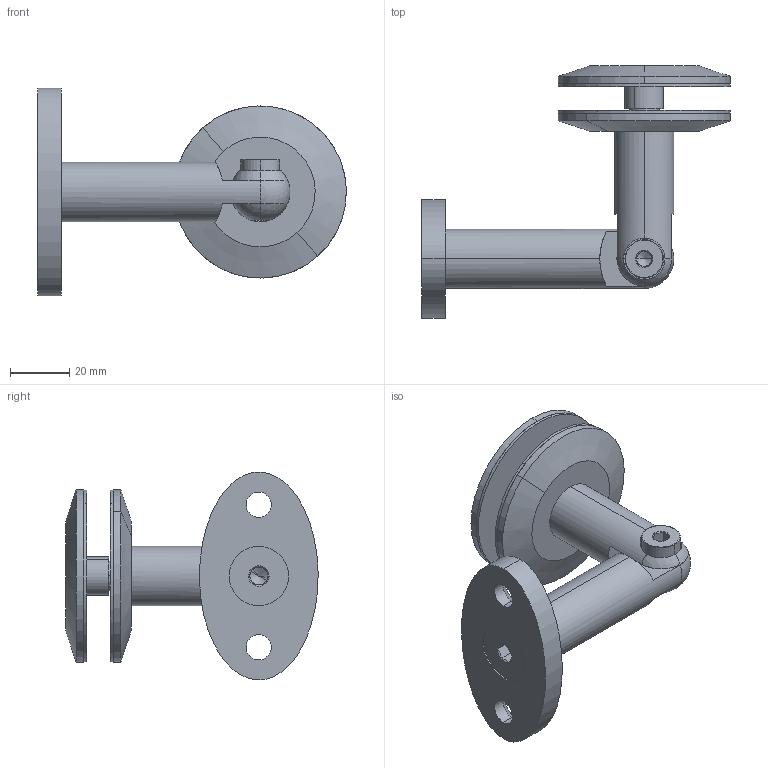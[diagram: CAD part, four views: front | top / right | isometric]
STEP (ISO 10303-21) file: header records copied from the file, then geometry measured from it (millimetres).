
FILE_DESCRIPTION (( 'STEP AP203' ), '1' );
FILE_NAME ('A14_PR70x40-60.STEP', '2019-03-15T12:59:12', ( '' ), ( '' ), 'SwSTEP 2.0', 'SolidWorks 2018', '' );
FILE_SCHEMA (( 'CONFIG_CONTROL_DESIGN' ));
Length unit declared in the file: millimetre
Products named in the file (11): A14_PR70x40-60.P4; skrutka DIN 7984_M8x15_A4-70; A14_PR70x40-60.P6; A14_PR70x40-60.P7; A14_PR70x40-60.P2; A14_PR70x40-60.P5; skrutka DIN 7991_M10x20_A4-70; A14_PR70x40-60; skrutka DIN 7991_M10x40_A4-70; A14_PR70x40-60.P1; A14_PR70x40-60.P3
Assembly tree (11 placements, depth 2):
  A14_PR70x40-60
    A14_PR70x40-60.P5
    A14_PR70x40-60.P4
    A14_PR70x40-60.P6  x2
    A14_PR70x40-60.P7
    A14_PR70x40-60.P3
    A14_PR70x40-60.P2
    skrutka DIN 7991_M10x40_A4-70
    skrutka DIN 7984_M8x15_A4-70
    A14_PR70x40-60.P1
    skrutka DIN 7991_M10x20_A4-70
Bounding box: 104 x 84.99 x 70 mm (x, y, z)
Volume: 79426 mm3; surface area: 43673.3 mm2
Topology: 11 solids, 11 shells, 196 faces, 418 edges, 238 vertices
Faces by surface type: plane 66, cylinder 62, cone 56, sphere 6, torus 4, bspline 2
Entity records: 6521 total; most frequent: CARTESIAN_POINT 1202, DIRECTION 958, ORIENTED_EDGE 784, AXIS2_PLACEMENT_3D 396, EDGE_CURVE 392, VERTEX_POINT 228, EDGE_LOOP 216, CIRCLE 194
